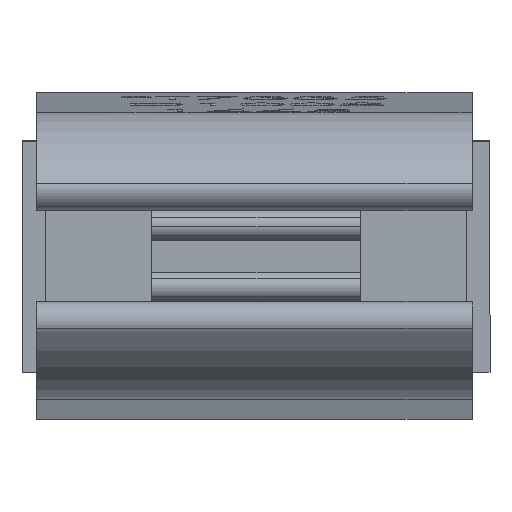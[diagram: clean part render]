
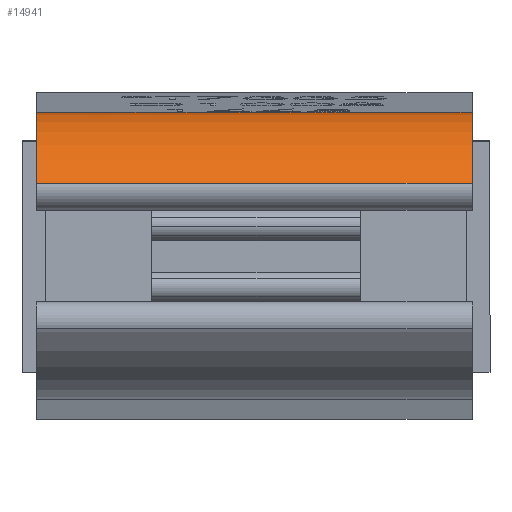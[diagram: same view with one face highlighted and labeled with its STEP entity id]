
A CAD part, front view. The second image highlights one B-rep face of the part: STEP entity #14941.
In plain terms, the highlighted cylindrical face has radius 5.29 mm (diameter 10.58 mm), a partial arc.
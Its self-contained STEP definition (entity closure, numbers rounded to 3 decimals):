
#112 = ORIENTED_EDGE ( 'NONE', *, *, #14932, .T. ) ;
#144 = B_SPLINE_CURVE_WITH_KNOTS ( 'NONE', 3,
 ( #6599, #3825, #7925, #15092 ),
 .UNSPECIFIED., .F., .F.,
 ( 4, 4 ),
 ( 0., 0. ),
 .UNSPECIFIED. ) ;
#256 = ORIENTED_EDGE ( 'NONE', *, *, #18204, .T. ) ;
#362 = CARTESIAN_POINT ( 'NONE',  ( 16., -0.26, 5.284 ) ) ;
#582 = CARTESIAN_POINT ( 'NONE',  ( 9.435, -0.26, 5.284 ) ) ;
#893 = LINE ( 'NONE', #9817, #18485 ) ;
#922 = CARTESIAN_POINT ( 'NONE',  ( 16., 0., 0. ) ) ;
#1028 = CYLINDRICAL_SURFACE ( 'NONE', #16210, 5.29 ) ;
#1185 = EDGE_CURVE ( 'NONE', #1500, #3197, #15583, .T. ) ;
#1384 = EDGE_CURVE ( 'NONE', #1500, #12574, #144, .T. ) ;
#1405 = ORIENTED_EDGE ( 'NONE', *, *, #12117, .T. ) ;
#1500 = VERTEX_POINT ( 'NONE', #11169 ) ;
#1953 = CARTESIAN_POINT ( 'NONE',  ( 10.796, -0.32, 5.28 ) ) ;
#2239 = CARTESIAN_POINT ( 'NONE',  ( 7.389, -0.26, 5.284 ) ) ;
#2253 = CARTESIAN_POINT ( 'NONE',  ( 9.221, -0.26, 5.284 ) ) ;
#2437 = ORIENTED_EDGE ( 'NONE', *, *, #14545, .T. ) ;
#2479 = DIRECTION ( 'NONE',  ( -1., 0., 0. ) ) ;
#2562 = CIRCLE ( 'NONE', #11431, 5.29 ) ;
#2577 = VECTOR ( 'NONE', #10279, 1000. ) ;
#2903 = CARTESIAN_POINT ( 'NONE',  ( 9.435, -0.26, 5.284 ) ) ;
#3070 = EDGE_CURVE ( 'NONE', #12574, #17193, #11228, .T. ) ;
#3197 = VERTEX_POINT ( 'NONE', #582 ) ;
#3401 = CARTESIAN_POINT ( 'NONE',  ( 5.375, -0.26, 5.284 ) ) ;
#3710 = DIRECTION ( 'NONE',  ( -1., 0., 0. ) ) ;
#3748 = VERTEX_POINT ( 'NONE', #17784 ) ;
#3825 = CARTESIAN_POINT ( 'NONE',  ( 10.474, -0.303, 5.281 ) ) ;
#4449 = LINE ( 'NONE', #7221, #2577 ) ;
#5174 = CARTESIAN_POINT ( 'NONE',  ( 0., 0., 0. ) ) ;
#5234 = VECTOR ( 'NONE', #8753, 1000. ) ;
#5265 = DIRECTION ( 'NONE',  ( 1., 0., 0. ) ) ;
#5271 = VERTEX_POINT ( 'NONE', #9465 ) ;
#5296 = LINE ( 'NONE', #15509, #10514 ) ;
#5445 = DIRECTION ( 'NONE',  ( -1., 0., 0. ) ) ;
#5506 = VECTOR ( 'NONE', #15826, 1000. ) ;
#5683 = DIRECTION ( 'NONE',  ( -1., 0., 0. ) ) ;
#5801 = LINE ( 'NONE', #12763, #5506 ) ;
#5902 = LINE ( 'NONE', #2903, #5234 ) ;
#6438 = AXIS2_PLACEMENT_3D ( 'NONE', #5174, #5265, #18289 ) ;
#6599 = CARTESIAN_POINT ( 'NONE',  ( 10.379, -0.26, 5.284 ) ) ;
#6686 = EDGE_CURVE ( 'NONE', #3748, #13738, #2562, .T. ) ;
#6836 = EDGE_CURVE ( 'NONE', #16235, #7650, #4449, .T. ) ;
#6982 = FACE_OUTER_BOUND ( 'NONE', #18941, .T. ) ;
#7131 = ORIENTED_EDGE ( 'NONE', *, *, #10990, .F. ) ;
#7221 = CARTESIAN_POINT ( 'NONE',  ( 5.375, -0.26, 5.284 ) ) ;
#7229 = EDGE_CURVE ( 'NONE', #11354, #16084, #893, .T. ) ;
#7650 = VERTEX_POINT ( 'NONE', #9117 ) ;
#7746 = DIRECTION ( 'NONE',  ( -1., 0., 0. ) ) ;
#7749 = ORIENTED_EDGE ( 'NONE', *, *, #7229, .T. ) ;
#7789 = CARTESIAN_POINT ( 'NONE',  ( 10.909, -0.303, 5.281 ) ) ;
#7896 = VECTOR ( 'NONE', #3710, 1000. ) ;
#7925 = CARTESIAN_POINT ( 'NONE',  ( 10.576, -0.319, 5.28 ) ) ;
#8264 = ORIENTED_EDGE ( 'NONE', *, *, #1384, .F. ) ;
#8598 = CARTESIAN_POINT ( 'NONE',  ( 16., -4.876, 2.052 ) ) ;
#8753 = DIRECTION ( 'NONE',  ( -1., 0., 0. ) ) ;
#8756 = EDGE_CURVE ( 'NONE', #3748, #17193, #11156, .T. ) ;
#9117 = CARTESIAN_POINT ( 'NONE',  ( 5.161, -0.26, 5.284 ) ) ;
#9131 = VERTEX_POINT ( 'NONE', #2239 ) ;
#9465 = CARTESIAN_POINT ( 'NONE',  ( 0., -4.876, 2.052 ) ) ;
#9787 = DIRECTION ( 'NONE',  ( 0., 0., -1. ) ) ;
#9817 = CARTESIAN_POINT ( 'NONE',  ( 16., -0.26, 5.284 ) ) ;
#10002 = CARTESIAN_POINT ( 'NONE',  ( 11.017, -0.26, 5.284 ) ) ;
#10253 = ORIENTED_EDGE ( 'NONE', *, *, #6836, .T. ) ;
#10279 = DIRECTION ( 'NONE',  ( -1., 0., 0. ) ) ;
#10514 = VECTOR ( 'NONE', #17159, 1000. ) ;
#10802 = VECTOR ( 'NONE', #5683, 1000. ) ;
#10990 = EDGE_CURVE ( 'NONE', #13738, #5271, #5296, .T. ) ;
#11156 = LINE ( 'NONE', #12690, #7896 ) ;
#11169 = CARTESIAN_POINT ( 'NONE',  ( 10.379, -0.26, 5.284 ) ) ;
#11228 = B_SPLINE_CURVE_WITH_KNOTS ( 'NONE', 3,
 ( #12189, #1953, #7789, #13619 ),
 .UNSPECIFIED., .F., .F.,
 ( 4, 4 ),
 ( 0., 0. ),
 .UNSPECIFIED. ) ;
#11354 = VERTEX_POINT ( 'NONE', #2253 ) ;
#11431 = AXIS2_PLACEMENT_3D ( 'NONE', #12384, #13895, #9787 ) ;
#12117 = EDGE_CURVE ( 'NONE', #16084, #9131, #18790, .T. ) ;
#12189 = CARTESIAN_POINT ( 'NONE',  ( 10.68, -0.321, 5.28 ) ) ;
#12384 = CARTESIAN_POINT ( 'NONE',  ( 16., 0., 0. ) ) ;
#12574 = VERTEX_POINT ( 'NONE', #14075 ) ;
#12690 = CARTESIAN_POINT ( 'NONE',  ( 16., -0.26, 5.284 ) ) ;
#12763 = CARTESIAN_POINT ( 'NONE',  ( 16., -0.26, 5.284 ) ) ;
#13569 = EDGE_CURVE ( 'NONE', #7650, #18132, #14833, .T. ) ;
#13619 = CARTESIAN_POINT ( 'NONE',  ( 11.017, -0.26, 5.284 ) ) ;
#13632 = CARTESIAN_POINT ( 'NONE',  ( 0., -0.26, 5.284 ) ) ;
#13738 = VERTEX_POINT ( 'NONE', #8598 ) ;
#13895 = DIRECTION ( 'NONE',  ( 1., 0., 0. ) ) ;
#14075 = CARTESIAN_POINT ( 'NONE',  ( 10.68, -0.321, 5.28 ) ) ;
#14304 = CARTESIAN_POINT ( 'NONE',  ( 7.603, -0.26, 5.284 ) ) ;
#14545 = EDGE_CURVE ( 'NONE', #3197, #11354, #5902, .T. ) ;
#14833 = LINE ( 'NONE', #362, #15916 ) ;
#14932 = EDGE_CURVE ( 'NONE', #18132, #5271, #17757, .T. ) ;
#14941 = ADVANCED_FACE ( 'NONE', ( #6982 ), #1028, .T. ) ;
#15092 = CARTESIAN_POINT ( 'NONE',  ( 10.68, -0.321, 5.28 ) ) ;
#15199 = CARTESIAN_POINT ( 'NONE',  ( 16., -0.26, 5.284 ) ) ;
#15391 = DIRECTION ( 'NONE',  ( 0., 0., 1. ) ) ;
#15509 = CARTESIAN_POINT ( 'NONE',  ( 16., -4.876, 2.052 ) ) ;
#15583 = LINE ( 'NONE', #15199, #16275 ) ;
#15646 = DIRECTION ( 'NONE',  ( -1., 0., 0. ) ) ;
#15826 = DIRECTION ( 'NONE',  ( -1., 0., 0. ) ) ;
#15916 = VECTOR ( 'NONE', #7746, 1000. ) ;
#16084 = VERTEX_POINT ( 'NONE', #14304 ) ;
#16135 = ORIENTED_EDGE ( 'NONE', *, *, #1185, .T. ) ;
#16210 = AXIS2_PLACEMENT_3D ( 'NONE', #922, #5445, #15391 ) ;
#16235 = VERTEX_POINT ( 'NONE', #3401 ) ;
#16275 = VECTOR ( 'NONE', #2479, 1000. ) ;
#16988 = ORIENTED_EDGE ( 'NONE', *, *, #6686, .F. ) ;
#17104 = ORIENTED_EDGE ( 'NONE', *, *, #13569, .T. ) ;
#17159 = DIRECTION ( 'NONE',  ( -1., 0., 0. ) ) ;
#17193 = VERTEX_POINT ( 'NONE', #10002 ) ;
#17757 = CIRCLE ( 'NONE', #6438, 5.29 ) ;
#17784 = CARTESIAN_POINT ( 'NONE',  ( 16., -0.26, 5.284 ) ) ;
#18001 = ORIENTED_EDGE ( 'NONE', *, *, #8756, .T. ) ;
#18132 = VERTEX_POINT ( 'NONE', #13632 ) ;
#18204 = EDGE_CURVE ( 'NONE', #9131, #16235, #5801, .T. ) ;
#18289 = DIRECTION ( 'NONE',  ( 0., 0., -1. ) ) ;
#18485 = VECTOR ( 'NONE', #15646, 1000. ) ;
#18665 = ORIENTED_EDGE ( 'NONE', *, *, #3070, .F. ) ;
#18692 = CARTESIAN_POINT ( 'NONE',  ( 7.603, -0.26, 5.284 ) ) ;
#18790 = LINE ( 'NONE', #18692, #10802 ) ;
#18941 = EDGE_LOOP ( 'NONE', ( #18665, #8264, #16135, #2437, #7749, #1405, #256, #10253, #17104, #112, #7131, #16988, #18001 ) ) ;
